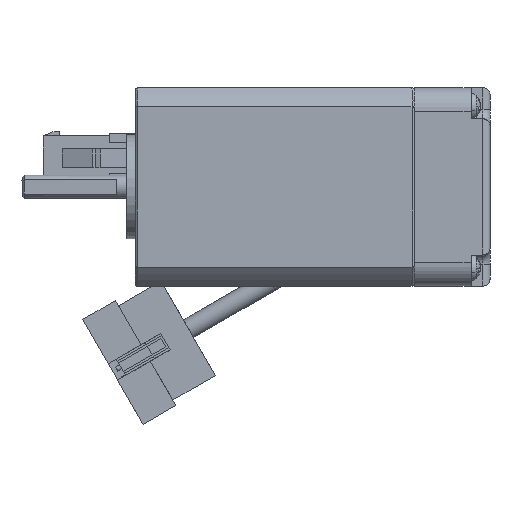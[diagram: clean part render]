
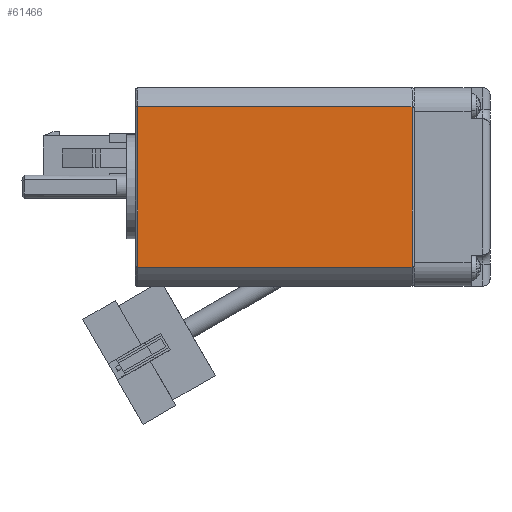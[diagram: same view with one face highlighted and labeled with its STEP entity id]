
A CAD part, front view. The second image highlights one B-rep face of the part: STEP entity #61466.
In plain terms, the highlighted face is planar.
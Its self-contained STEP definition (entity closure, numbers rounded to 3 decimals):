
#965 = AXIS2_PLACEMENT_3D ( 'NONE', #10054, #10058, #10059 ) ;
#4581 = FACE_OUTER_BOUND ( 'NONE', #63055, .T. ) ;
#7306 = VERTEX_POINT ( 'NONE', #118364 ) ;
#7311 = VERTEX_POINT ( 'NONE', #118373 ) ;
#7329 = VERTEX_POINT ( 'NONE', #118382 ) ;
#7332 = VERTEX_POINT ( 'NONE', #118390 ) ;
#10052 = PLANE ( 'NONE',  #965 ) ;
#10054 = CARTESIAN_POINT ( 'NONE',  ( 21.484, 339.203, 0. ) ) ;
#10058 = DIRECTION ( 'NONE',  ( 0., 1., 0. ) ) ;
#10059 = DIRECTION ( 'NONE',  ( -1., 0., 0. ) ) ;
#17547 = ORIENTED_EDGE ( 'NONE', *, *, #70602, .F. ) ;
#17552 = ORIENTED_EDGE ( 'NONE', *, *, #70603, .F. ) ;
#17560 = ORIENTED_EDGE ( 'NONE', *, *, #70604, .F. ) ;
#17566 = ORIENTED_EDGE ( 'NONE', *, *, #70605, .F. ) ;
#29235 = LINE ( 'NONE', #31969, #29406 ) ;
#29402 = LINE ( 'NONE', #31963, #29404 ) ;
#29403 = LINE ( 'NONE', #31968, #29408 ) ;
#29404 = VECTOR ( 'NONE', #31964, 1000. ) ;
#29405 = LINE ( 'NONE', #31973, #29410 ) ;
#29406 = VECTOR ( 'NONE', #31974, 1000. ) ;
#29408 = VECTOR ( 'NONE', #31975, 1000. ) ;
#29410 = VECTOR ( 'NONE', #31977, 1000. ) ;
#31963 = CARTESIAN_POINT ( 'NONE',  ( 4.513, 339.203, 0.5 ) ) ;
#31964 = DIRECTION ( 'NONE',  ( 1., 0., 0. ) ) ;
#31968 = CARTESIAN_POINT ( 'NONE',  ( 4.513, 339.203, 58.5 ) ) ;
#31969 = CARTESIAN_POINT ( 'NONE',  ( -12.458, 339.203, 29.5 ) ) ;
#31973 = CARTESIAN_POINT ( 'NONE',  ( 21.484, 339.203, 29.5 ) ) ;
#31974 = DIRECTION ( 'NONE',  ( 0., 0., -1. ) ) ;
#31975 = DIRECTION ( 'NONE',  ( -1., 0., 0. ) ) ;
#31977 = DIRECTION ( 'NONE',  ( 0., 0., 1. ) ) ;
#61466 = ADVANCED_FACE ( 'NONE', ( #4581 ), #10052, .T. ) ;
#63055 = EDGE_LOOP ( 'NONE', ( #17547, #17552, #17560, #17566 ) ) ;
#70602 = EDGE_CURVE ( 'NONE', #7311, #7329, #29402, .T. ) ;
#70603 = EDGE_CURVE ( 'NONE', #7306, #7311, #29235, .T. ) ;
#70604 = EDGE_CURVE ( 'NONE', #7332, #7306, #29403, .T. ) ;
#70605 = EDGE_CURVE ( 'NONE', #7329, #7332, #29405, .T. ) ;
#118364 = CARTESIAN_POINT ( 'NONE',  ( -12.458, 339.203, 58.5 ) ) ;
#118373 = CARTESIAN_POINT ( 'NONE',  ( -12.458, 339.203, 0.5 ) ) ;
#118382 = CARTESIAN_POINT ( 'NONE',  ( 21.484, 339.203, 0.5 ) ) ;
#118390 = CARTESIAN_POINT ( 'NONE',  ( 21.484, 339.203, 58.5 ) ) ;
